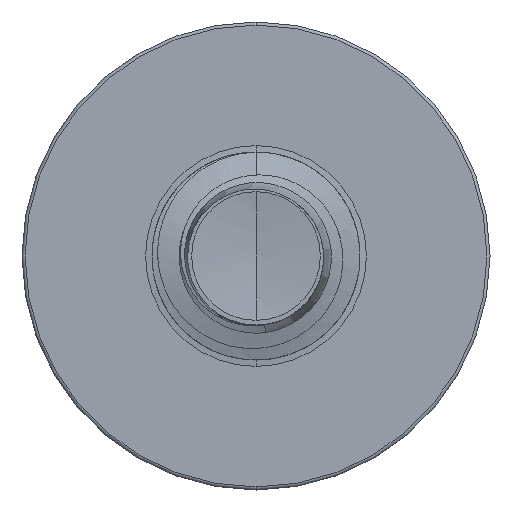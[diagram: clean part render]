
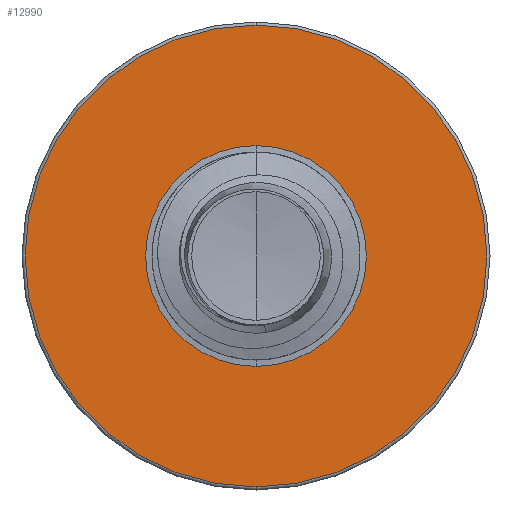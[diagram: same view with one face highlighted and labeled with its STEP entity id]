
A CAD part, front view. The second image highlights one B-rep face of the part: STEP entity #12990.
In plain terms, the highlighted planar face has unit normal (0, -1, 0).
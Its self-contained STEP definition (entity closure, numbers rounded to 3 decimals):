
#205 = CIRCLE ( 'NONE', #7464, 0.849 ) ;
#563 = CIRCLE ( 'NONE', #11193, 1.776 ) ;
#1033 = FACE_BOUND ( 'NONE', #3416, .T. ) ;
#1870 = DIRECTION ( 'NONE',  ( 0., 0., 1. ) ) ;
#1874 = DIRECTION ( 'NONE',  ( 0., 1., 0. ) ) ;
#2123 = CARTESIAN_POINT ( 'NONE',  ( 0., 3.5, 0. ) ) ;
#2998 = DIRECTION ( 'NONE',  ( 0., 1., 0. ) ) ;
#3076 = EDGE_CURVE ( 'NONE', #4909, #7291, #563, .T. ) ;
#3141 = EDGE_LOOP ( 'NONE', ( #6932, #12851 ) ) ;
#3276 = DIRECTION ( 'NONE',  ( 0., 1., 0. ) ) ;
#3416 = EDGE_LOOP ( 'NONE', ( #8339, #8603 ) ) ;
#4093 = CIRCLE ( 'NONE', #8818, 0.849 ) ;
#4468 = FACE_OUTER_BOUND ( 'NONE', #3141, .T. ) ;
#4636 = DIRECTION ( 'NONE',  ( 0., 0., 1. ) ) ;
#4658 = DIRECTION ( 'NONE',  ( 0., 1., 0. ) ) ;
#4670 = CARTESIAN_POINT ( 'NONE',  ( 0., 3.5, 0. ) ) ;
#4909 = VERTEX_POINT ( 'NONE', #13217 ) ;
#5025 = CARTESIAN_POINT ( 'NONE',  ( 0., 3.5, 1.776 ) ) ;
#6932 = ORIENTED_EDGE ( 'NONE', *, *, #10128, .F. ) ;
#7291 = VERTEX_POINT ( 'NONE', #5025 ) ;
#7420 = CARTESIAN_POINT ( 'NONE',  ( 0., 3.5, 0. ) ) ;
#7464 = AXIS2_PLACEMENT_3D ( 'NONE', #4670, #4658, #4636 ) ;
#7530 = EDGE_CURVE ( 'NONE', #8144, #11326, #205, .T. ) ;
#8012 = AXIS2_PLACEMENT_3D ( 'NONE', #12885, #3276, #11119 ) ;
#8144 = VERTEX_POINT ( 'NONE', #11875 ) ;
#8339 = ORIENTED_EDGE ( 'NONE', *, *, #7530, .T. ) ;
#8490 = DIRECTION ( 'NONE',  ( 0., 0., 1. ) ) ;
#8603 = ORIENTED_EDGE ( 'NONE', *, *, #10914, .T. ) ;
#8818 = AXIS2_PLACEMENT_3D ( 'NONE', #9983, #2998, #10925 ) ;
#9712 = CIRCLE ( 'NONE', #12317, 1.776 ) ;
#9983 = CARTESIAN_POINT ( 'NONE',  ( 0., 3.5, 0. ) ) ;
#10128 = EDGE_CURVE ( 'NONE', #7291, #4909, #9712, .T. ) ;
#10178 = PLANE ( 'NONE',  #8012 ) ;
#10914 = EDGE_CURVE ( 'NONE', #11326, #8144, #4093, .T. ) ;
#10925 = DIRECTION ( 'NONE',  ( 0., 0., 1. ) ) ;
#11119 = DIRECTION ( 'NONE',  ( 0., 0., 1. ) ) ;
#11193 = AXIS2_PLACEMENT_3D ( 'NONE', #2123, #1874, #1870 ) ;
#11326 = VERTEX_POINT ( 'NONE', #13912 ) ;
#11875 = CARTESIAN_POINT ( 'NONE',  ( 0., 3.5, 0.849 ) ) ;
#12317 = AXIS2_PLACEMENT_3D ( 'NONE', #7420, #14116, #8490 ) ;
#12851 = ORIENTED_EDGE ( 'NONE', *, *, #3076, .F. ) ;
#12885 = CARTESIAN_POINT ( 'NONE',  ( 0., 3.5, -0.849 ) ) ;
#12990 = ADVANCED_FACE ( 'NONE', ( #4468, #1033 ), #10178, .F. ) ;
#13217 = CARTESIAN_POINT ( 'NONE',  ( 0., 3.5, -1.776 ) ) ;
#13912 = CARTESIAN_POINT ( 'NONE',  ( 0., 3.5, -0.849 ) ) ;
#14116 = DIRECTION ( 'NONE',  ( 0., 1., 0. ) ) ;
